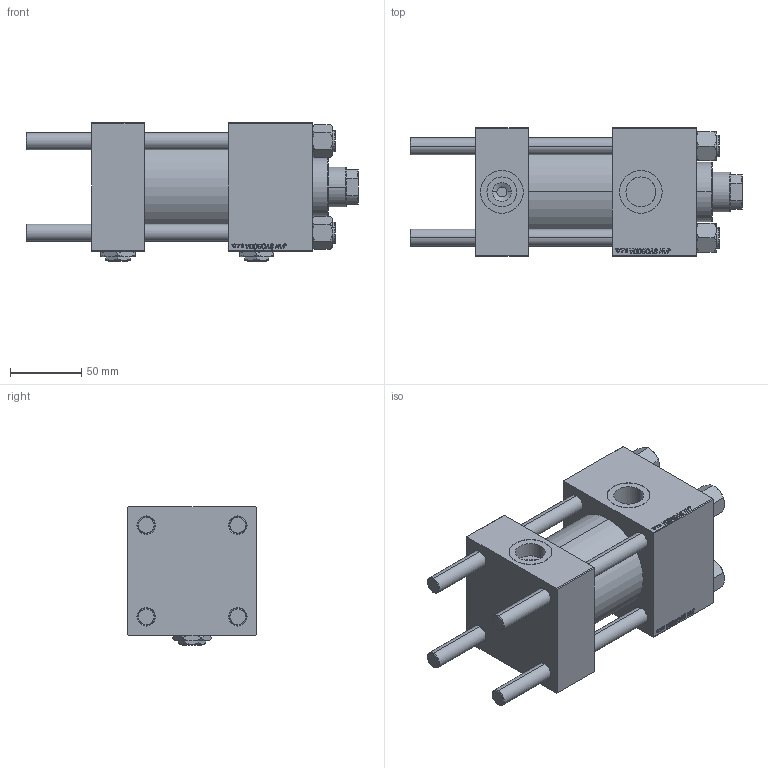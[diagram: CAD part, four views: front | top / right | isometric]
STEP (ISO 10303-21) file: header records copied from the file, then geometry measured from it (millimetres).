
FILE_DESCRIPTION (( 'STEP AP203' ), '1' );
FILE_NAME ('6c83.STEP', '2023-08-22T23:51:26', ( '' ), ( '' ), 'SwSTEP 2.0', 'SolidWorks 2019', '' );
FILE_SCHEMA (( 'CONFIG_CONTROL_DESIGN' ));
Length unit declared in the file: millimetre
Products named in the file (7): V215CR_BODY_A 97d334626cfef2eb722ce5f1a961f711; V215_VC_A 97d334626cfef2eb722ce5f1a961f711; 6c83; CR025_012_A_0_G_A_G_M_020_+#_##_TYCINKA 97d334626cfef2eb722ce5f1a961f711; Zatka_pro_OIL_PORT 97d334626cfef2eb722ce5f1a961f711; NUT_M5 97d334626cfef2eb722ce5f1a961f711; V215CR_VCP 97d334626cfef2eb722ce5f1a961f711
Assembly tree (13 placements, depth 2):
  6c83
    V215CR_BODY_A 97d334626cfef2eb722ce5f1a961f711
    CR025_012_A_0_G_A_G_M_020_+#_##_TYCINKA 97d334626cfef2eb722ce5f1a961f711  x4
    NUT_M5 97d334626cfef2eb722ce5f1a961f711  x4
    V215CR_VCP 97d334626cfef2eb722ce5f1a961f711
    V215_VC_A 97d334626cfef2eb722ce5f1a961f711
    Zatka_pro_OIL_PORT 97d334626cfef2eb722ce5f1a961f711  x2
Bounding box: 233 x 90 x 97 mm (x, y, z)
Volume: 974884 mm3; surface area: 200050.9 mm2
Topology: 13 solids, 13 shells, 1233 faces, 3084 edges, 1992 vertices
Faces by surface type: plane 567, bspline 392, cone 178, cylinder 88, torus 8
Entity records: 51857 total; most frequent: CARTESIAN_POINT 27610, ORIENTED_EDGE 5468, DIRECTION 3488, EDGE_CURVE 2734, VERTEX_POINT 1790, VECTOR 1632, LINE 1632, EDGE_LOOP 1206
